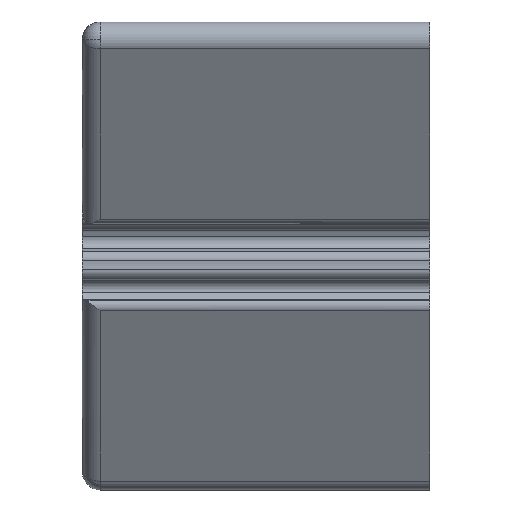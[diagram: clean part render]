
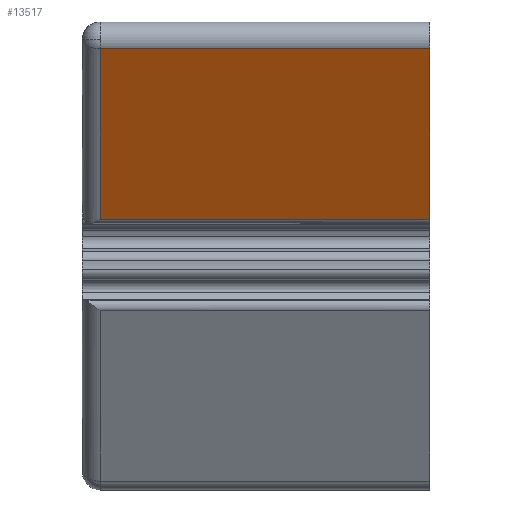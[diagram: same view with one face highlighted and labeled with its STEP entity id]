
A CAD part, left-side view. The second image highlights one B-rep face of the part: STEP entity #13517.
In plain terms, the highlighted planar face has unit normal (-0.866, 0, -0.5).
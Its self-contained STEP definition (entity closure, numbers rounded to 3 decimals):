
#838 = LINE ( 'NONE', #2998, #6589 ) ;
#1431 = LINE ( 'NONE', #8392, #11882 ) ;
#2291 = EDGE_CURVE ( 'NONE', #9041, #6828, #838, .T. ) ;
#2295 = EDGE_CURVE ( 'NONE', #4170, #8610, #9256, .T. ) ;
#2949 = ORIENTED_EDGE ( 'NONE', *, *, #7638, .T. ) ;
#2998 = CARTESIAN_POINT ( 'NONE',  ( -9.354, 18.5, 0.452 ) ) ;
#3482 = AXIS2_PLACEMENT_3D ( 'NONE', #12791, #6671, #10211 ) ;
#3869 = PLANE ( 'NONE',  #3482 ) ;
#3958 = VECTOR ( 'NONE', #5788, 1000. ) ;
#4170 = VERTEX_POINT ( 'NONE', #6897 ) ;
#4935 = ORIENTED_EDGE ( 'NONE', *, *, #2295, .T. ) ;
#5412 = LINE ( 'NONE', #9121, #14518 ) ;
#5788 = DIRECTION ( 'NONE',  ( -0.5, 0., 0.866 ) ) ;
#6218 = ORIENTED_EDGE ( 'NONE', *, *, #6645, .T. ) ;
#6589 = VECTOR ( 'NONE', #7102, 1000. ) ;
#6645 = EDGE_CURVE ( 'NONE', #8610, #9041, #5412, .T. ) ;
#6671 = DIRECTION ( 'NONE',  ( 0.866, 0., 0.5 ) ) ;
#6810 = EDGE_LOOP ( 'NONE', ( #4935, #6218, #10776, #2949 ) ) ;
#6828 = VERTEX_POINT ( 'NONE', #11011 ) ;
#6897 = CARTESIAN_POINT ( 'NONE',  ( -9.354, 0., 0.452 ) ) ;
#7102 = DIRECTION ( 'NONE',  ( 0.5, 0., -0.866 ) ) ;
#7638 = EDGE_CURVE ( 'NONE', #6828, #4170, #1431, .T. ) ;
#8392 = CARTESIAN_POINT ( 'NONE',  ( -9.354, 19.5, 0.452 ) ) ;
#8610 = VERTEX_POINT ( 'NONE', #9802 ) ;
#9041 = VERTEX_POINT ( 'NONE', #12100 ) ;
#9121 = CARTESIAN_POINT ( 'NONE',  ( -14.884, 19.5, 10.03 ) ) ;
#9219 = FACE_OUTER_BOUND ( 'NONE', #6810, .T. ) ;
#9256 = LINE ( 'NONE', #11993, #3958 ) ;
#9802 = CARTESIAN_POINT ( 'NONE',  ( -14.884, 0., 10.03 ) ) ;
#10211 = DIRECTION ( 'NONE',  ( 0.5, 0., -0.866 ) ) ;
#10776 = ORIENTED_EDGE ( 'NONE', *, *, #2291, .T. ) ;
#11011 = CARTESIAN_POINT ( 'NONE',  ( -9.354, 18.5, 0.452 ) ) ;
#11882 = VECTOR ( 'NONE', #13535, 1000. ) ;
#11993 = CARTESIAN_POINT ( 'NONE',  ( 0., 0., -15.75 ) ) ;
#12100 = CARTESIAN_POINT ( 'NONE',  ( -14.884, 18.5, 10.03 ) ) ;
#12791 = CARTESIAN_POINT ( 'NONE',  ( 0., 19.5, -15.75 ) ) ;
#13517 = ADVANCED_FACE ( 'NONE', ( #9219 ), #3869, .F. ) ;
#13535 = DIRECTION ( 'NONE',  ( 0., -1., 0. ) ) ;
#14518 = VECTOR ( 'NONE', #15352, 1000. ) ;
#15352 = DIRECTION ( 'NONE',  ( 0., 1., 0. ) ) ;
